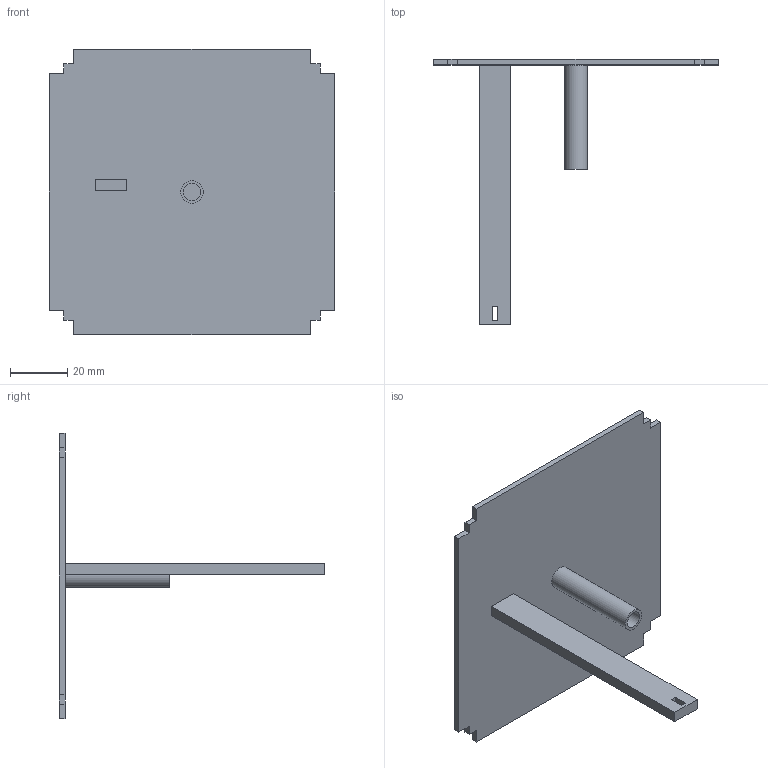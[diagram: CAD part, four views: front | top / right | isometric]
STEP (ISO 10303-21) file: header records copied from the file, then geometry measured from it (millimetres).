
FILE_DESCRIPTION(('STEP AP242'), '1');
FILE_NAME('櫻蠉錪', '', ('UNSPECIFIED'), ('UNSPECIFIED'), 'C3D Converter', 'C3D Toolkit', '');
FILE_SCHEMA(('AP242_MANAGED_MODEL_BASED_3D_ENGINEERING_MIM_LF { 1 0 10303 442 1 1 4 }'));
Length unit declared in the file: millimetre
Bounding box: 100 x 93 x 100 mm (x, y, z)
Volume: 24286.7 mm3; surface area: 24691.4 mm2
Topology: 1 solids, 1 shells, 35 faces, 90 edges, 60 vertices
Faces by surface type: plane 33, cylinder 2
Full cylindrical faces by diameter (mm): 6 x1, 8 x1
Entity records: 1082 total; most frequent: CARTESIAN_POINT 184, ORIENTED_EDGE 176, DIRECTION 164, EDGE_CURVE 88, LINE 84, VECTOR 84, VERTEX_POINT 60, EDGE_LOOP 42
